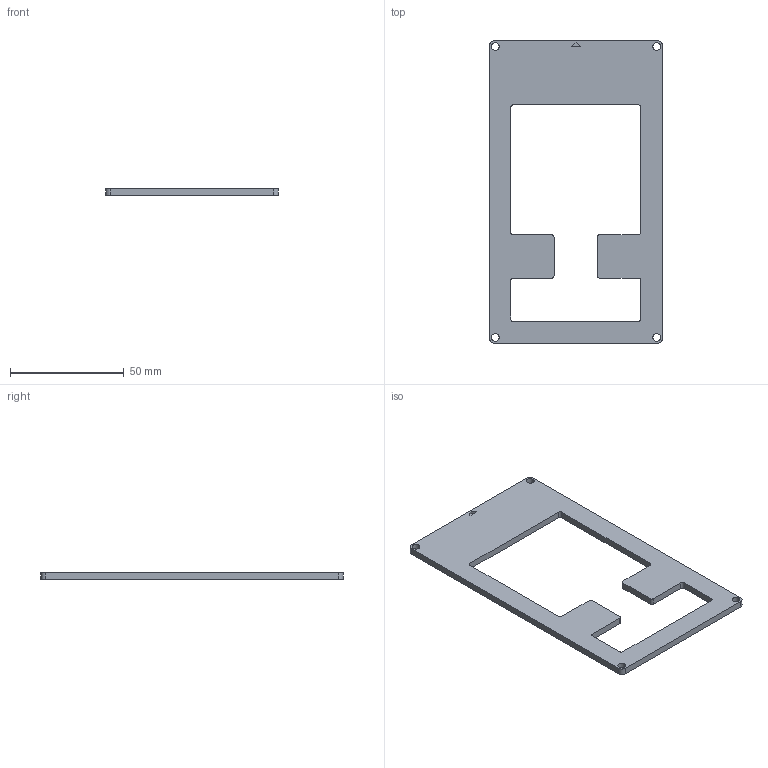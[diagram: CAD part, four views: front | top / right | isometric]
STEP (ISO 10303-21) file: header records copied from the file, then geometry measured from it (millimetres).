
FILE_DESCRIPTION(/* description */ (''),/* implementation_level */ '2;1');
FILE_NAME(/* name */ 'ArrowPad TOP.step',/* time_stamp */ '2025-08-31T09:48:43+01:00',/* author */ (''),/* organization */ (''),/* preprocessor_version */ 'ST-DEVELOPER v20.1',/* originating_system */ 'Autodesk Translation Framework v14.10.0.0',/* authorisation */ '');
FILE_SCHEMA (('AUTOMOTIVE_DESIGN { 1 0 10303 214 3 1 1 }'));
Length unit declared in the file: millimetre
Products named in the file (1): 2025-08-31-00-49-58-846
Bounding box: 76 x 133 x 3 mm (x, y, z)
Volume: 16050.1 mm3; surface area: 13211.8 mm2
Topology: 1 solids, 1 shells, 42 faces, 117 edges, 78 vertices
Faces by surface type: plane 22, cylinder 20
Full cylindrical faces by diameter (mm): 3.4 x4
Entity records: 1421 total; most frequent: DIRECTION 243, CARTESIAN_POINT 238, ORIENTED_EDGE 234, EDGE_CURVE 117, AXIS2_PLACEMENT_3D 83, VERTEX_POINT 78, LINE 77, VECTOR 77
